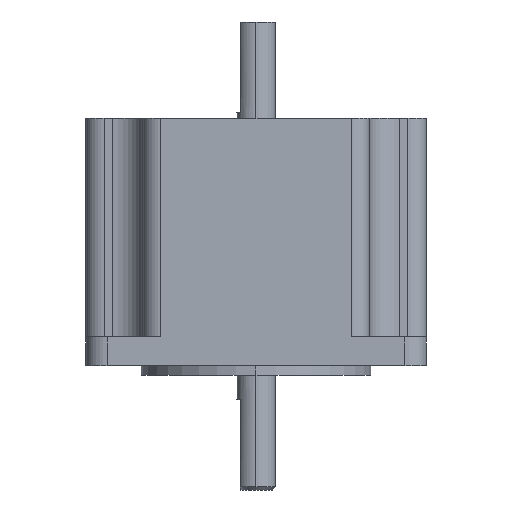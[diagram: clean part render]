
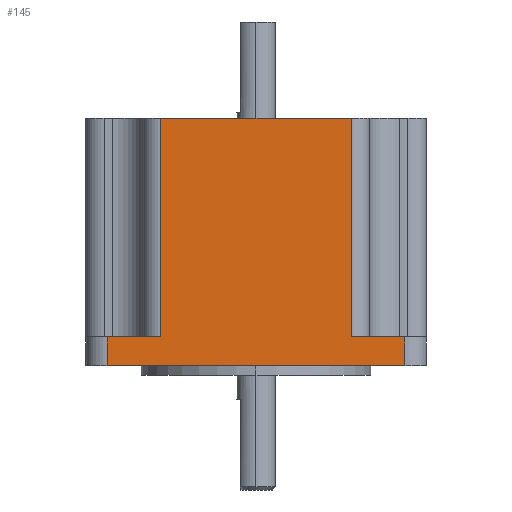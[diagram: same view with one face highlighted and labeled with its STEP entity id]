
A CAD part, left-side view. The second image highlights one B-rep face of the part: STEP entity #145.
In plain terms, the highlighted planar face has unit normal (-1, 0, 0).
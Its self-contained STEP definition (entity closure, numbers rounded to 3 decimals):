
#23 = EDGE_CURVE ( 'NONE', #1321, #1380, #234, .T. ) ;
#32 = EDGE_CURVE ( 'NONE', #1354, #1327, #265, .T. ) ;
#52 = EDGE_CURVE ( 'NONE', #1409, #1343, #280, .T. ) ;
#145 = ADVANCED_FACE ( 'NONE', ( #385 ), #895, .F. ) ;
#170 = EDGE_CURVE ( 'NONE', #1344, #1402, #382, .T. ) ;
#185 = EDGE_CURVE ( 'NONE', #1327, #1380, #275, .T. ) ;
#186 = EDGE_CURVE ( 'NONE', #1343, #1321, #344, .T. ) ;
#187 = EDGE_CURVE ( 'NONE', #1409, #1402, #217, .T. ) ;
#188 = EDGE_CURVE ( 'NONE', #1344, #1354, #203, .T. ) ;
#203 = LINE ( 'NONE', #1009, #1829 ) ;
#217 = LINE ( 'NONE', #1007, #1813 ) ;
#234 = LINE ( 'NONE', #422, #456 ) ;
#265 = LINE ( 'NONE', #582, #581 ) ;
#275 = LINE ( 'NONE', #1003, #1814 ) ;
#280 = LINE ( 'NONE', #632, #547 ) ;
#344 = LINE ( 'NONE', #1005, #1812 ) ;
#382 = LINE ( 'NONE', #965, #1898 ) ;
#385 = FACE_OUTER_BOUND ( 'NONE', #1742, .T. ) ;
#395 = DIRECTION ( 'NONE',  ( 0., -1., 0. ) ) ;
#422 = CARTESIAN_POINT ( 'NONE',  ( -28.2, 28.2, 4.8 ) ) ;
#430 = CARTESIAN_POINT ( 'NONE',  ( -28.2, 24.7, 0. ) ) ;
#456 = VECTOR ( 'NONE', #395, 1000. ) ;
#547 = VECTOR ( 'NONE', #633, 1000. ) ;
#581 = VECTOR ( 'NONE', #583, 1000. ) ;
#582 = CARTESIAN_POINT ( 'NONE',  ( -28.2, 28.2, 0. ) ) ;
#583 = DIRECTION ( 'NONE',  ( 0., -1., 0. ) ) ;
#632 = CARTESIAN_POINT ( 'NONE',  ( -28.2, 15.8, 41. ) ) ;
#633 = DIRECTION ( 'NONE',  ( 0., -1., 0. ) ) ;
#895 = PLANE ( 'NONE',  #1874 ) ;
#896 = CARTESIAN_POINT ( 'NONE',  ( -28.2, 28.2, 4.8 ) ) ;
#897 = DIRECTION ( 'NONE',  ( 1., 0., 0. ) ) ;
#898 = DIRECTION ( 'NONE',  ( 0., 1., 0. ) ) ;
#965 = CARTESIAN_POINT ( 'NONE',  ( -28.2, 28.2, 4.8 ) ) ;
#966 = DIRECTION ( 'NONE',  ( 0., -1., 0. ) ) ;
#1003 = CARTESIAN_POINT ( 'NONE',  ( -28.2, -24.7, 4.8 ) ) ;
#1004 = DIRECTION ( 'NONE',  ( 0., 0., 1. ) ) ;
#1005 = CARTESIAN_POINT ( 'NONE',  ( -28.2, -15.8, 41. ) ) ;
#1006 = DIRECTION ( 'NONE',  ( 0., 0., -1. ) ) ;
#1007 = CARTESIAN_POINT ( 'NONE',  ( -28.2, 15.8, 41. ) ) ;
#1008 = DIRECTION ( 'NONE',  ( 0., 0., -1. ) ) ;
#1009 = CARTESIAN_POINT ( 'NONE',  ( -28.2, 24.7, 4.8 ) ) ;
#1010 = DIRECTION ( 'NONE',  ( 0., 0., -1. ) ) ;
#1114 = CARTESIAN_POINT ( 'NONE',  ( -28.2, -15.8, 4.8 ) ) ;
#1120 = CARTESIAN_POINT ( 'NONE',  ( -28.2, -24.7, 0. ) ) ;
#1157 = CARTESIAN_POINT ( 'NONE',  ( -28.2, -24.7, 4.8 ) ) ;
#1179 = CARTESIAN_POINT ( 'NONE',  ( -28.2, 15.8, 4.8 ) ) ;
#1186 = CARTESIAN_POINT ( 'NONE',  ( -28.2, 15.8, 41. ) ) ;
#1321 = VERTEX_POINT ( 'NONE', #1114 ) ;
#1327 = VERTEX_POINT ( 'NONE', #1120 ) ;
#1343 = VERTEX_POINT ( 'NONE', #1836 ) ;
#1344 = VERTEX_POINT ( 'NONE', #1837 ) ;
#1354 = VERTEX_POINT ( 'NONE', #430 ) ;
#1380 = VERTEX_POINT ( 'NONE', #1157 ) ;
#1402 = VERTEX_POINT ( 'NONE', #1179 ) ;
#1409 = VERTEX_POINT ( 'NONE', #1186 ) ;
#1599 = ORIENTED_EDGE ( 'NONE', *, *, #32, .T. ) ;
#1600 = ORIENTED_EDGE ( 'NONE', *, *, #23, .F. ) ;
#1601 = ORIENTED_EDGE ( 'NONE', *, *, #185, .T. ) ;
#1602 = ORIENTED_EDGE ( 'NONE', *, *, #186, .F. ) ;
#1603 = ORIENTED_EDGE ( 'NONE', *, *, #52, .F. ) ;
#1604 = ORIENTED_EDGE ( 'NONE', *, *, #187, .T. ) ;
#1605 = ORIENTED_EDGE ( 'NONE', *, *, #170, .F. ) ;
#1606 = ORIENTED_EDGE ( 'NONE', *, *, #188, .T. ) ;
#1742 = EDGE_LOOP ( 'NONE', ( #1599, #1601, #1600, #1602, #1603, #1604, #1605, #1606 ) ) ;
#1812 = VECTOR ( 'NONE', #1006, 1000. ) ;
#1813 = VECTOR ( 'NONE', #1008, 1000. ) ;
#1814 = VECTOR ( 'NONE', #1004, 1000. ) ;
#1829 = VECTOR ( 'NONE', #1010, 1000. ) ;
#1836 = CARTESIAN_POINT ( 'NONE',  ( -28.2, -15.8, 41. ) ) ;
#1837 = CARTESIAN_POINT ( 'NONE',  ( -28.2, 24.7, 4.8 ) ) ;
#1874 = AXIS2_PLACEMENT_3D ( 'NONE', #896, #897, #898 ) ;
#1898 = VECTOR ( 'NONE', #966, 1000. ) ;
